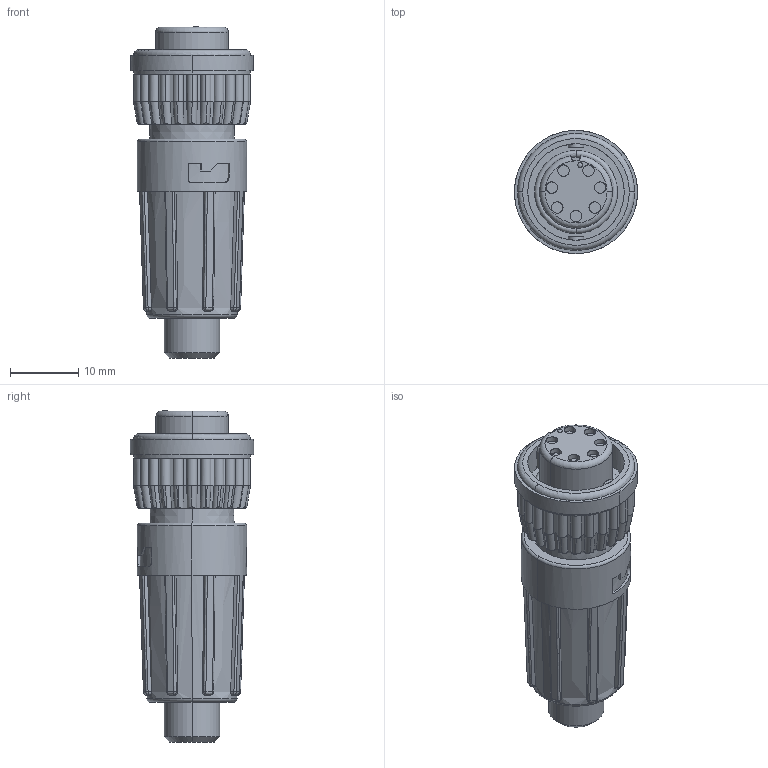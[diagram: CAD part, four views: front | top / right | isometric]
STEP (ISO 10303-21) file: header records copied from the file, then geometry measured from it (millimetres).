
FILE_DESCRIPTION (( 'STEP AP203' ), '1' );
FILE_NAME ('6280-SG-522.STEP', '2013-09-18T16:21:12', ( 'J0FPBF1' ), ( '' ), 'SwSTEP 2.0', 'SolidWorks 2012', '' );
FILE_SCHEMA (( 'CONFIG_CONTROL_DESIGN' ));
Length unit declared in the file: inch
Products named in the file (1): 6280-SG-522
Bounding box: 18.02 x 18.03 x 48.66 mm (x, y, z)
Volume: 7091.7 mm3; surface area: 3602.3 mm2
Topology: 1 solids, 1 shells, 406 faces, 1097 edges, 695 vertices
Faces by surface type: cylinder 199, plane 99, bspline 64, torus 37, cone 6, sphere 1
Entity records: 21720 total; most frequent: CARTESIAN_POINT 13009, ORIENTED_EDGE 2162, DIRECTION 1236, EDGE_CURVE 1081, VERTEX_POINT 695, B_SPLINE_CURVE_WITH_KNOTS 621, AXIS2_PLACEMENT_3D 462, EDGE_LOOP 424
